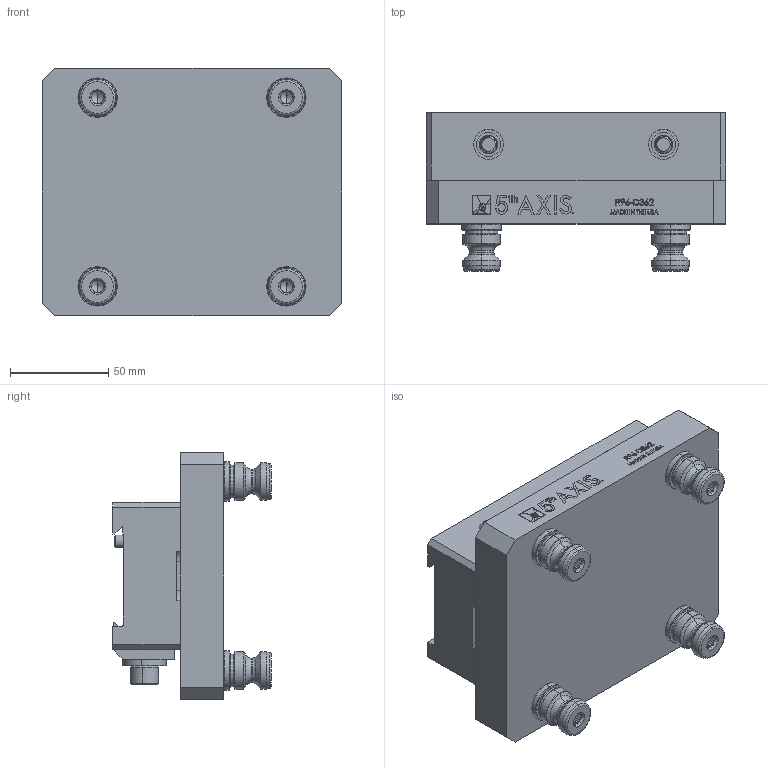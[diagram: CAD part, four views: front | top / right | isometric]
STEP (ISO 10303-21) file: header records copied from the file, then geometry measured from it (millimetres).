
FILE_DESCRIPTION (( 'STEP AP214' ), '1' );
FILE_NAME ('R96-D362.STEP', '2018-01-22T21:07:07', ( '' ), ( '' ), 'SwSTEP 2.0', 'SolidWorks 2017', '' );
FILE_SCHEMA (( 'AUTOMOTIVE_DESIGN' ));
Length unit declared in the file: inch
Products named in the file (15): HW.0375.FW_98029A031; HW.72226.SHCS_HW.72226; R96-D362; 91290A512_BLACK-OXIDE CLASS 12.9 SOCKET HEAD CAP SCREW_91290A512; CDM375; LP375_NO THREADS; HW.LC045G02M_HW.LC045G02M; SLD375_SLD375; PS20F; HW.72170_DEFAULT; D362-1 REV G; HW.03819_HW.03819; D362; LP250_NO THREADS ; R96-D362 REV A
Assembly tree (28 placements, depth 3):
  R96-D362
    R96-D362 REV A
    D362
      D362-1 REV G
      CDM375  x2
      SLD375_SLD375  x2
      HW.LC045G02M_HW.LC045G02M  x2
      HW.72170_DEFAULT  x2
      HW.0375.FW_98029A031  x2
      LP250_NO THREADS   x2
      LP375_NO THREADS
      HW.03819_HW.03819  x2
      HW.72226.SHCS_HW.72226  x2
    PS20F  x4
    91290A512_BLACK-OXIDE CLASS 12.9 SOCKET HEAD CAP SCREW_91290A512  x4
Bounding box: 152.4 x 80.52 x 125.73 mm (x, y, z)
Volume: 781290.8 mm3; surface area: 157512.2 mm2
Topology: 27 solids, 27 shells, 1832 faces, 4575 edges, 2905 vertices
Faces by surface type: cylinder 668, plane 617, cone 242, bspline 195, torus 110
Entity records: 47189 total; most frequent: CARTESIAN_POINT 22127, ORIENTED_EDGE 5450, DIRECTION 4275, EDGE_CURVE 2725, VERTEX_POINT 1770, LINE 1531, VECTOR 1531, AXIS2_PLACEMENT_3D 1372
